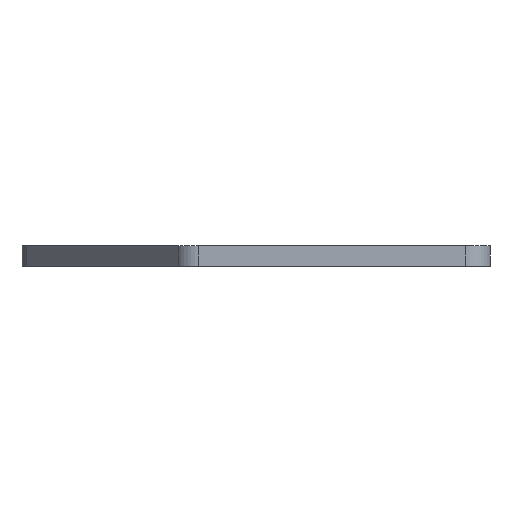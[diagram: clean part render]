
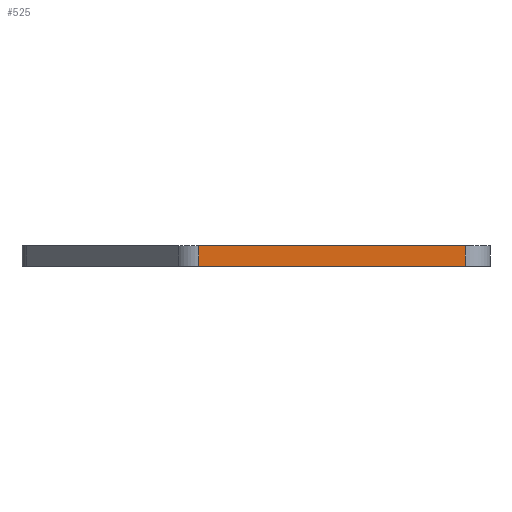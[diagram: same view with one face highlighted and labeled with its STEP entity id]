
A CAD part, front view. The second image highlights one B-rep face of the part: STEP entity #525.
In plain terms, the highlighted planar face has unit normal (0, -1, 0).
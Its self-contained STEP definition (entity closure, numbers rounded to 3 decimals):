
#14 = AXIS2_PLACEMENT_3D ( 'NONE', #164, #1410, #2103 ) ;
#21 = CARTESIAN_POINT ( 'NONE',  ( -1., -28., 2.5 ) ) ;
#82 = EDGE_CURVE ( 'NONE', #204, #1187, #307, .T. ) ;
#124 = CARTESIAN_POINT ( 'NONE',  ( -36.496, -28., 0. ) ) ;
#136 = CARTESIAN_POINT ( 'NONE',  ( -36.496, -28., 0. ) ) ;
#164 = CARTESIAN_POINT ( 'NONE',  ( -1., -28., 2.5 ) ) ;
#202 = EDGE_CURVE ( 'NONE', #1349, #1805, #1109, .T. ) ;
#204 = VERTEX_POINT ( 'NONE', #416 ) ;
#278 = ORIENTED_EDGE ( 'NONE', *, *, #1836, .T. ) ;
#281 = DIRECTION ( 'NONE',  ( 0., 0., -1. ) ) ;
#307 = LINE ( 'NONE', #21, #559 ) ;
#394 = LINE ( 'NONE', #1262, #775 ) ;
#416 = CARTESIAN_POINT ( 'NONE',  ( -4., -28., 2.5 ) ) ;
#478 = DIRECTION ( 'NONE',  ( -1., 0., 0. ) ) ;
#485 = LINE ( 'NONE', #124, #1845 ) ;
#503 = ORIENTED_EDGE ( 'NONE', *, *, #82, .T. ) ;
#525 = ADVANCED_FACE ( 'NONE', ( #1579 ), #710, .T. ) ;
#559 = VECTOR ( 'NONE', #478, 1000. ) ;
#601 = DIRECTION ( 'NONE',  ( -1., 0., 0. ) ) ;
#710 = PLANE ( 'NONE',  #14 ) ;
#744 = CARTESIAN_POINT ( 'NONE',  ( -1., -28., 0. ) ) ;
#775 = VECTOR ( 'NONE', #925, 1000. ) ;
#794 = CARTESIAN_POINT ( 'NONE',  ( -4., -28., 0. ) ) ;
#915 = VECTOR ( 'NONE', #601, 1000. ) ;
#925 = DIRECTION ( 'NONE',  ( 0., 0., 1. ) ) ;
#1109 = LINE ( 'NONE', #744, #915 ) ;
#1187 = VERTEX_POINT ( 'NONE', #1391 ) ;
#1262 = CARTESIAN_POINT ( 'NONE',  ( -4., -28., 2.5 ) ) ;
#1349 = VERTEX_POINT ( 'NONE', #794 ) ;
#1391 = CARTESIAN_POINT ( 'NONE',  ( -36.496, -28., 2.5 ) ) ;
#1410 = DIRECTION ( 'NONE',  ( 0., -1., 0. ) ) ;
#1423 = ORIENTED_EDGE ( 'NONE', *, *, #202, .F. ) ;
#1541 = EDGE_LOOP ( 'NONE', ( #1423, #1793, #503, #278 ) ) ;
#1579 = FACE_OUTER_BOUND ( 'NONE', #1541, .T. ) ;
#1793 = ORIENTED_EDGE ( 'NONE', *, *, #2138, .T. ) ;
#1805 = VERTEX_POINT ( 'NONE', #136 ) ;
#1836 = EDGE_CURVE ( 'NONE', #1187, #1805, #485, .T. ) ;
#1845 = VECTOR ( 'NONE', #281, 1000. ) ;
#2103 = DIRECTION ( 'NONE',  ( 1., 0., 0. ) ) ;
#2138 = EDGE_CURVE ( 'NONE', #1349, #204, #394, .T. ) ;
